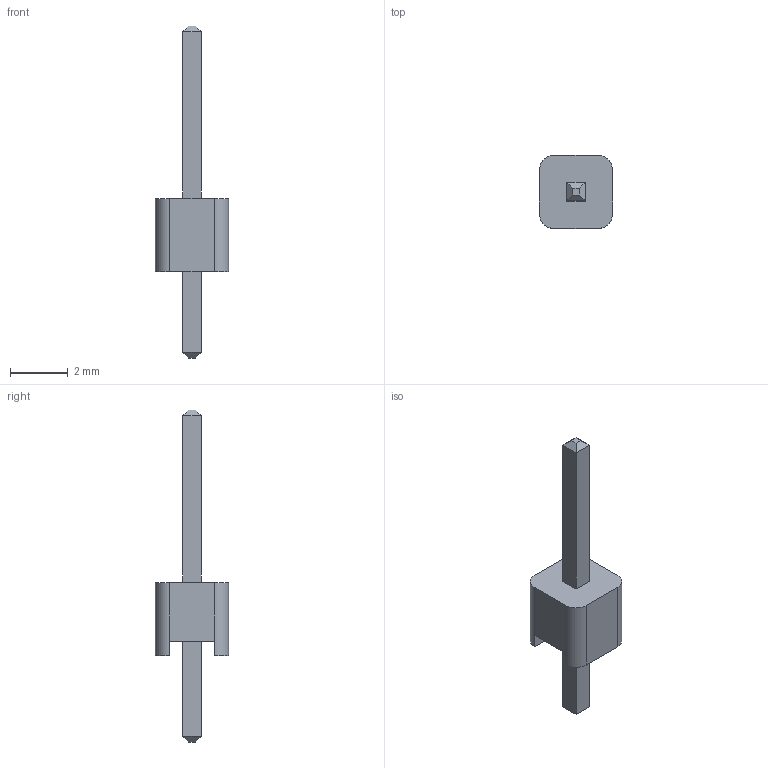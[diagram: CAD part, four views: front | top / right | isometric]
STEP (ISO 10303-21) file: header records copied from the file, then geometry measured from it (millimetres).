
FILE_DESCRIPTION(('FreeCAD Model'),'2;1');
FILE_NAME('Open CASCADE Shape Model','2022-03-24T14:36:58',( 'Engenharia Metaltex'),('Metaltex'), 'Open CASCADE STEP processor 7.5','FreeCAD','Unknown');
FILE_SCHEMA(('AUTOMOTIVE_DESIGN { 1 0 10303 214 1 1 1 1 }'));
Length unit declared in the file: millimetre
Products named in the file (3): BP-01; Pino; Base
Assembly tree (2 placements, depth 2):
  BP-01
    Pino
    Base
Bounding box: 2.54 x 2.54 x 11.54 mm (x, y, z)
Volume: 17.7 mm3; surface area: 71.2 mm2
Topology: 2 solids, 2 shells, 32 faces, 72 edges, 44 vertices
Faces by surface type: plane 28, cylinder 4
Entity records: 1887 total; most frequent: CARTESIAN_POINT 319, DIRECTION 290, LINE 200, VECTOR 200, ORIENTED_EDGE 144, PCURVE 144, DEFINITIONAL_REPRESENTATION 144, EDGE_CURVE 72
